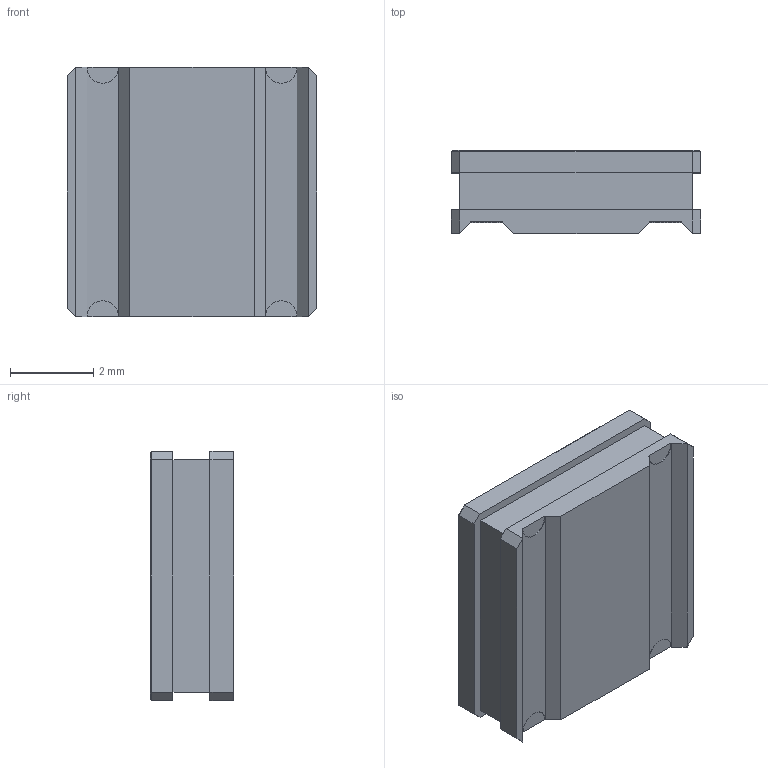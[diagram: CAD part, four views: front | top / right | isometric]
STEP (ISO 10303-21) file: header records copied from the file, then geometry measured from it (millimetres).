
FILE_DESCRIPTION (( 'STEP AP214' ), '1' );
FILE_NAME ('ASPI-0615FS.STEP', '2013-09-11T09:45:45', ( '' ), ( '' ), 'SwSTEP 2.0', 'SolidWorks 2012', '' );
FILE_SCHEMA (( 'AUTOMOTIVE_DESIGN' ));
Length unit declared in the file: inch
Products named in the file (1): ASPI-0615FS
Bounding box: 6 x 2 x 6 mm (x, y, z)
Volume: 64.4 mm3; surface area: 128.8 mm2
Topology: 1 solids, 1 shells, 183 faces, 472 edges, 308 vertices
Faces by surface type: plane 115, bspline 62, cylinder 6
Entity records: 10543 total; most frequent: CARTESIAN_POINT 4682, ORIENTED_EDGE 944, DIRECTION 604, EDGE_CURVE 472, LINE 336, VECTOR 336, VERTEX_POINT 308, EDGE_LOOP 200
